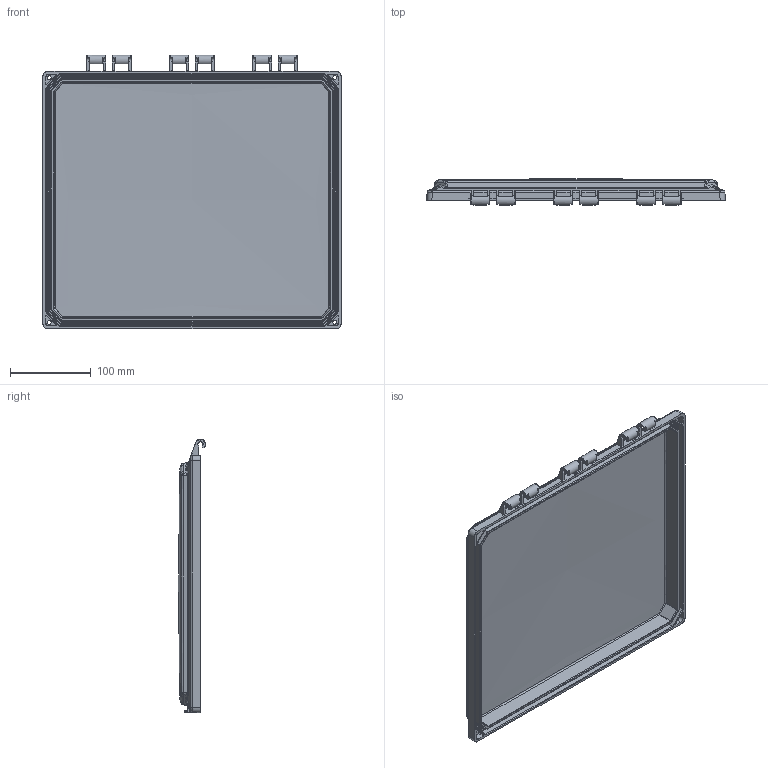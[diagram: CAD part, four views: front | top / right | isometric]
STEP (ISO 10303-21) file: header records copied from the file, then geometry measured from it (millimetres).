
FILE_DESCRIPTION (( 'STEP AP214' ), '1' );
FILE_NAME ('TEBPC14-LID.STEP', '2020-06-01T15:11:22', ( '' ), ( '' ), 'SwSTEP 2.0', 'SolidWorks 2018', '' );
FILE_SCHEMA (( 'AUTOMOTIVE_DESIGN' ));
Length unit declared in the file: inch
Products named in the file (1): TEBPC14-LID
Bounding box: 370.23 x 33.78 x 339.37 mm (x, y, z)
Volume: 717958.8 mm3; surface area: 322505 mm2
Topology: 1 solids, 1 shells, 765 faces, 1994 edges, 1202 vertices
Faces by surface type: cylinder 306, plane 230, bspline 213, cone 16
Entity records: 40109 total; most frequent: CARTESIAN_POINT 24834, ORIENTED_EDGE 3940, DIRECTION 2007, EDGE_CURVE 1970, VERTEX_POINT 1202, B_SPLINE_CURVE_WITH_KNOTS 1000, EDGE_LOOP 780, LINE 775
